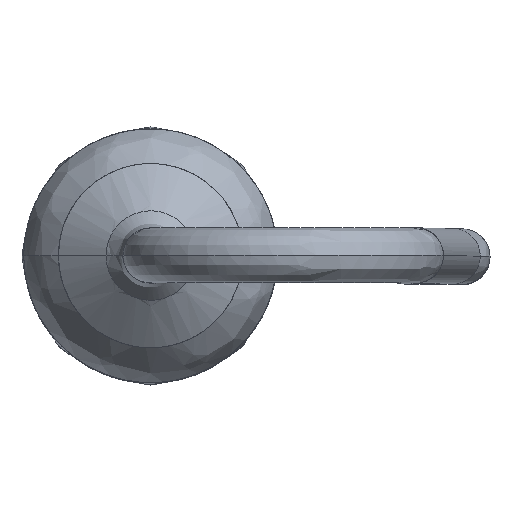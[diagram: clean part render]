
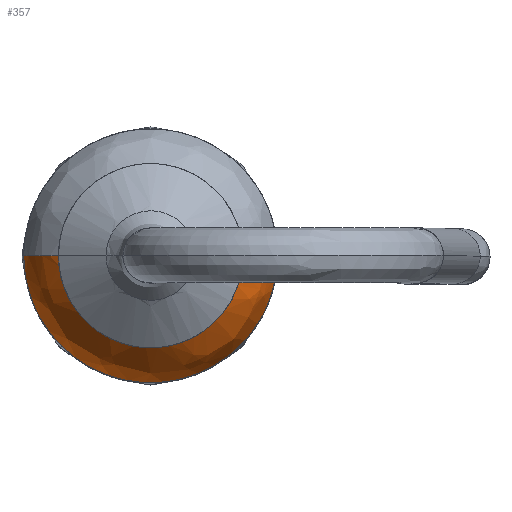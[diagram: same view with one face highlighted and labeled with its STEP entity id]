
A CAD part, top view. The second image highlights one B-rep face of the part: STEP entity #357.
In plain terms, the highlighted free-form (B-spline) face has degree [2, 2] with [5, 9] control points.
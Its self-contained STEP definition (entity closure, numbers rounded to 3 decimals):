
#357=ADVANCED_FACE('',(#405),#1049,.T.);
#405=FACE_OUTER_BOUND('',#453,.T.);
#453=EDGE_LOOP('',(#568,#569,#570,#571));
#568=ORIENTED_EDGE('',*,*,#725,.T.);
#569=ORIENTED_EDGE('',*,*,#728,.T.);
#570=ORIENTED_EDGE('',*,*,#726,.T.);
#571=ORIENTED_EDGE('',*,*,#729,.F.);
#725=EDGE_CURVE('',#981,#980,#869,.T.);
#726=EDGE_CURVE('',#982,#983,#870,.T.);
#728=EDGE_CURVE('',#980,#982,#872,.T.);
#729=EDGE_CURVE('',#981,#983,#873,.T.);
#869=(
BOUNDED_CURVE()
B_SPLINE_CURVE(2,(#2270,#2271,#2272,#2273,#2274),.UNSPECIFIED.,.F.,.F.)
B_SPLINE_CURVE_WITH_KNOTS((3,2,3),(3.251,4.877,6.502),
 .UNSPECIFIED.)
CURVE()
GEOMETRIC_REPRESENTATION_ITEM()
RATIONAL_B_SPLINE_CURVE((1.,0.707,1.,0.707,1.))
REPRESENTATION_ITEM('')
);
#870=(
BOUNDED_CURVE()
B_SPLINE_CURVE(2,(#2275,#2276,#2277,#2278,#2279),.UNSPECIFIED.,.F.,.F.)
B_SPLINE_CURVE_WITH_KNOTS((3,2,3),(-4.721,-3.541,
-2.36),.UNSPECIFIED.)
CURVE()
GEOMETRIC_REPRESENTATION_ITEM()
RATIONAL_B_SPLINE_CURVE((1.,0.707,1.,0.707,1.))
REPRESENTATION_ITEM('')
);
#872=(
BOUNDED_CURVE()
B_SPLINE_CURVE(2,(#2285,#2286,#2287),.UNSPECIFIED.,.F.,.F.)
B_SPLINE_CURVE_WITH_KNOTS((3,3),(1.638,2.181),
 .UNSPECIFIED.)
CURVE()
GEOMETRIC_REPRESENTATION_ITEM()
RATIONAL_B_SPLINE_CURVE((1.,0.935,1.))
REPRESENTATION_ITEM('')
);
#873=(
BOUNDED_CURVE()
B_SPLINE_CURVE(2,(#2288,#2289,#2290),.UNSPECIFIED.,.F.,.F.)
B_SPLINE_CURVE_WITH_KNOTS((3,3),(1.638,2.181),
 .UNSPECIFIED.)
CURVE()
GEOMETRIC_REPRESENTATION_ITEM()
RATIONAL_B_SPLINE_CURVE((1.,0.935,1.))
REPRESENTATION_ITEM('')
);
#980=VERTEX_POINT('',#2261);
#981=VERTEX_POINT('',#2262);
#982=VERTEX_POINT('',#2263);
#983=VERTEX_POINT('',#2264);
#1049=(
BOUNDED_SURFACE()
B_SPLINE_SURFACE(2,2,((#2216,#2217,#2218,#2219,#2220,#2221,#2222,#2223,
#2224),(#2225,#2226,#2227,#2228,#2229,#2230,#2231,#2232,#2233),(#2234,#2235,
#2236,#2237,#2238,#2239,#2240,#2241,#2242),(#2243,#2244,#2245,#2246,#2247,
#2248,#2249,#2250,#2251),(#2252,#2253,#2254,#2255,#2256,#2257,#2258,#2259,
#2260)),.UNSPECIFIED.,.F.,.F.,.F.)
B_SPLINE_SURFACE_WITH_KNOTS((3,2,3),(3,2,2,2,3),(0.942,1.414,
1.885),(0.,0.743,1.487,2.23,
2.973),.UNSPECIFIED.)
GEOMETRIC_REPRESENTATION_ITEM()
RATIONAL_B_SPLINE_SURFACE(((1.,0.88,1.,0.88,1.,
0.88,1.,0.88,1.),(0.707,0.622,
0.707,0.622,0.707,0.622,
0.707,0.622,0.707),(1.,0.88,
1.,0.88,1.,0.88,1.,0.88,1.),(0.707,
0.622,0.707,0.622,0.707,
0.622,0.707,0.622,0.707),
(1.,0.88,1.,0.88,1.,0.88,1.,0.88,
1.)))
REPRESENTATION_ITEM('')
SURFACE()
);
#2216=CARTESIAN_POINT('',(0.,0.,2.802));
#2217=CARTESIAN_POINT('',(-0.372,0.,2.639));
#2218=CARTESIAN_POINT('',(-0.711,0.,2.861));
#2219=CARTESIAN_POINT('',(-1.05,0.,3.083));
#2220=CARTESIAN_POINT('',(-1.05,0.,3.489));
#2221=CARTESIAN_POINT('',(-1.05,0.,3.894));
#2222=CARTESIAN_POINT('',(-0.711,0.,4.116));
#2223=CARTESIAN_POINT('',(-0.372,0.,4.338));
#2224=CARTESIAN_POINT('',(0.,0.,4.176));
#2225=CARTESIAN_POINT('',(0.,0.,2.802));
#2226=CARTESIAN_POINT('',(-0.372,-0.372,2.639));
#2227=CARTESIAN_POINT('',(-0.711,-0.711,2.861));
#2228=CARTESIAN_POINT('',(-1.05,-1.05,3.083));
#2229=CARTESIAN_POINT('',(-1.05,-1.05,3.489));
#2230=CARTESIAN_POINT('',(-1.05,-1.05,3.894));
#2231=CARTESIAN_POINT('',(-0.711,-0.711,4.116));
#2232=CARTESIAN_POINT('',(-0.372,-0.372,4.338));
#2233=CARTESIAN_POINT('',(0.,0.,4.176));
#2234=CARTESIAN_POINT('',(0.,0.,2.802));
#2235=CARTESIAN_POINT('',(0.,-0.372,2.639));
#2236=CARTESIAN_POINT('',(0.,-0.711,2.861));
#2237=CARTESIAN_POINT('',(0.,-1.05,3.083));
#2238=CARTESIAN_POINT('',(0.,-1.05,3.489));
#2239=CARTESIAN_POINT('',(0.,-1.05,3.894));
#2240=CARTESIAN_POINT('',(0.,-0.711,4.116));
#2241=CARTESIAN_POINT('',(0.,-0.372,4.338));
#2242=CARTESIAN_POINT('',(0.,0.,4.176));
#2243=CARTESIAN_POINT('',(0.,0.,2.802));
#2244=CARTESIAN_POINT('',(0.372,-0.372,2.639));
#2245=CARTESIAN_POINT('',(0.711,-0.711,2.861));
#2246=CARTESIAN_POINT('',(1.05,-1.05,3.083));
#2247=CARTESIAN_POINT('',(1.05,-1.05,3.489));
#2248=CARTESIAN_POINT('',(1.05,-1.05,3.894));
#2249=CARTESIAN_POINT('',(0.711,-0.711,4.116));
#2250=CARTESIAN_POINT('',(0.372,-0.372,4.338));
#2251=CARTESIAN_POINT('',(0.,0.,4.176));
#2252=CARTESIAN_POINT('',(0.,0.,2.802));
#2253=CARTESIAN_POINT('',(0.372,0.,2.639));
#2254=CARTESIAN_POINT('',(0.711,0.,2.861));
#2255=CARTESIAN_POINT('',(1.05,0.,3.083));
#2256=CARTESIAN_POINT('',(1.05,0.,3.489));
#2257=CARTESIAN_POINT('',(1.05,0.,3.894));
#2258=CARTESIAN_POINT('',(0.711,0.,4.116));
#2259=CARTESIAN_POINT('',(0.372,0.,4.338));
#2260=CARTESIAN_POINT('',(0.,0.,4.176));
#2261=CARTESIAN_POINT('',(1.035,0.,3.639));
#2262=CARTESIAN_POINT('',(-1.035,0.,3.639));
#2263=CARTESIAN_POINT('',(0.751,0.,4.088));
#2264=CARTESIAN_POINT('',(-0.751,0.,4.088));
#2270=CARTESIAN_POINT('',(-1.035,0.,3.639));
#2271=CARTESIAN_POINT('',(-1.035,-1.035,3.639));
#2272=CARTESIAN_POINT('',(0.,-1.035,3.639));
#2273=CARTESIAN_POINT('',(1.035,-1.035,3.639));
#2274=CARTESIAN_POINT('',(1.035,0.,3.639));
#2275=CARTESIAN_POINT('',(0.751,0.,4.088));
#2276=CARTESIAN_POINT('',(0.751,-0.751,4.088));
#2277=CARTESIAN_POINT('',(0.,-0.751,4.088));
#2278=CARTESIAN_POINT('',(-0.751,-0.751,4.088));
#2279=CARTESIAN_POINT('',(-0.751,0.,4.088));
#2285=CARTESIAN_POINT('',(1.035,0.,3.639));
#2286=CARTESIAN_POINT('',(0.978,0.,3.917));
#2287=CARTESIAN_POINT('',(0.751,0.,4.088));
#2288=CARTESIAN_POINT('',(-1.035,0.,3.639));
#2289=CARTESIAN_POINT('',(-0.978,0.,3.917));
#2290=CARTESIAN_POINT('',(-0.751,0.,4.088));
